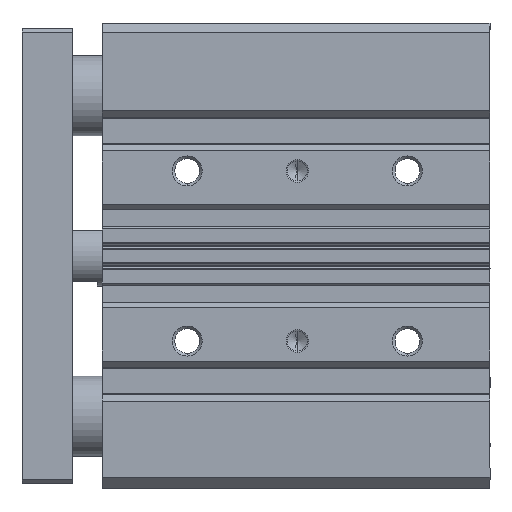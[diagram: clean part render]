
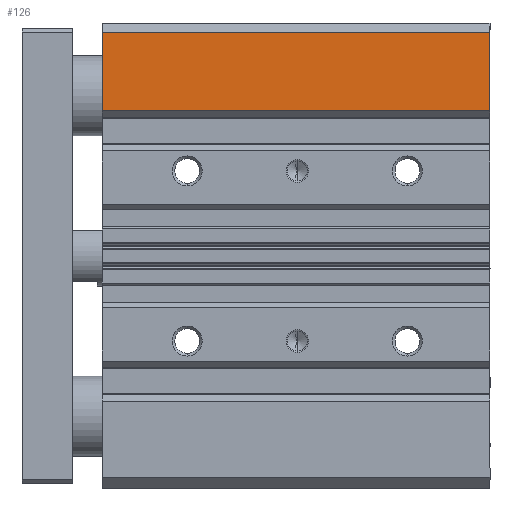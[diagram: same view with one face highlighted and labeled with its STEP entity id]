
A CAD part, front view. The second image highlights one B-rep face of the part: STEP entity #126.
In plain terms, the highlighted planar face has unit normal (0, -1, 0).
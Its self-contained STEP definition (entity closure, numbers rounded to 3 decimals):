
#117 = ORIENTED_EDGE ( 'NONE', *, *, #9093, .T. ) ;
#126 = ADVANCED_FACE ( 'NONE', ( #6882 ), #10111, .T. ) ;
#857 = ORIENTED_EDGE ( 'NONE', *, *, #8776, .T. ) ;
#1018 = LINE ( 'NONE', #10137, #2853 ) ;
#1338 = CARTESIAN_POINT ( 'NONE',  ( 77.5, -21., 29. ) ) ;
#2030 = CARTESIAN_POINT ( 'NONE',  ( 0., -21., 44.7 ) ) ;
#2105 = CARTESIAN_POINT ( 'NONE',  ( 0., -21., 29. ) ) ;
#2621 = VECTOR ( 'NONE', #7008, 1000. ) ;
#2853 = VECTOR ( 'NONE', #2872, 1000. ) ;
#2872 = DIRECTION ( 'NONE',  ( -1., 0., 0. ) ) ;
#3056 = CARTESIAN_POINT ( 'NONE',  ( 77.5, -21., 44.7 ) ) ;
#3785 = EDGE_LOOP ( 'NONE', ( #9187, #3985, #857, #117 ) ) ;
#3903 = VECTOR ( 'NONE', #4874, 1000. ) ;
#3985 = ORIENTED_EDGE ( 'NONE', *, *, #4914, .F. ) ;
#4161 = DIRECTION ( 'NONE',  ( 0., 0., -1. ) ) ;
#4874 = DIRECTION ( 'NONE',  ( -1., 0., 0. ) ) ;
#4914 = EDGE_CURVE ( 'NONE', #12784, #5032, #1018, .T. ) ;
#5012 = CARTESIAN_POINT ( 'NONE',  ( 0., -21., 44.7 ) ) ;
#5032 = VERTEX_POINT ( 'NONE', #7444 ) ;
#5829 = EDGE_CURVE ( 'NONE', #10296, #5032, #10233, .T. ) ;
#5998 = LINE ( 'NONE', #2030, #3903 ) ;
#6017 = DIRECTION ( 'NONE',  ( 0., 0., -1. ) ) ;
#6882 = FACE_OUTER_BOUND ( 'NONE', #3785, .T. ) ;
#7008 = DIRECTION ( 'NONE',  ( 0., 0., 1. ) ) ;
#7009 = CARTESIAN_POINT ( 'NONE',  ( 0., -21., 29. ) ) ;
#7444 = CARTESIAN_POINT ( 'NONE',  ( 0., -21., 29. ) ) ;
#8007 = CARTESIAN_POINT ( 'NONE',  ( 77.5, -21., 29. ) ) ;
#8776 = EDGE_CURVE ( 'NONE', #12784, #12635, #12997, .T. ) ;
#8926 = DIRECTION ( 'NONE',  ( 0., -1., 0. ) ) ;
#9093 = EDGE_CURVE ( 'NONE', #12635, #10296, #5998, .T. ) ;
#9187 = ORIENTED_EDGE ( 'NONE', *, *, #5829, .T. ) ;
#10111 = PLANE ( 'NONE',  #11790 ) ;
#10137 = CARTESIAN_POINT ( 'NONE',  ( 0., -21., 29. ) ) ;
#10233 = LINE ( 'NONE', #2105, #10574 ) ;
#10296 = VERTEX_POINT ( 'NONE', #5012 ) ;
#10574 = VECTOR ( 'NONE', #4161, 1000. ) ;
#11790 = AXIS2_PLACEMENT_3D ( 'NONE', #7009, #8926, #6017 ) ;
#12635 = VERTEX_POINT ( 'NONE', #3056 ) ;
#12784 = VERTEX_POINT ( 'NONE', #1338 ) ;
#12997 = LINE ( 'NONE', #8007, #2621 ) ;
